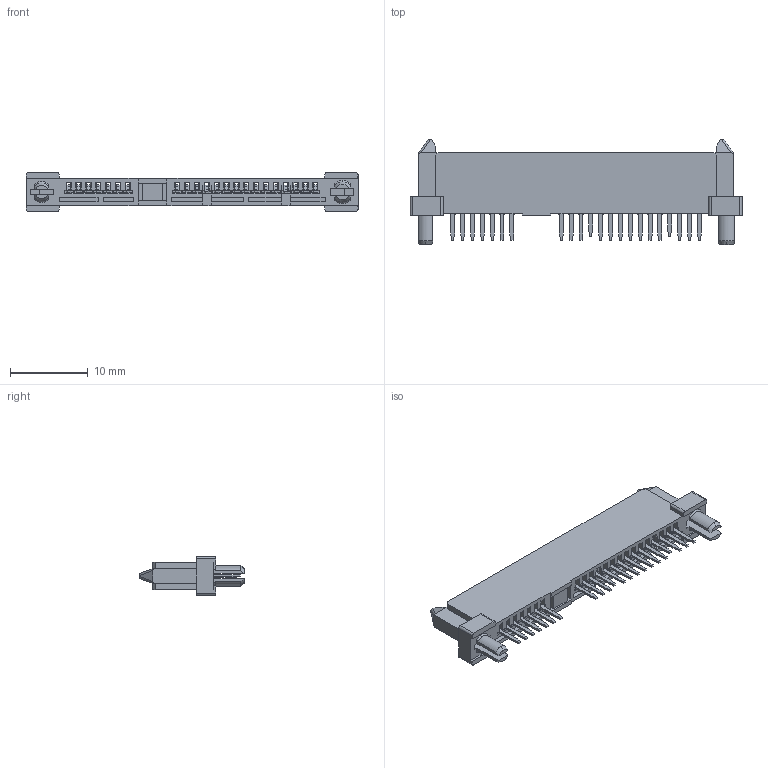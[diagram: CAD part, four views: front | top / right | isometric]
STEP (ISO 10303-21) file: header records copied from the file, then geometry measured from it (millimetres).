
FILE_DESCRIPTION (( 'STEP AP214' ), '1' );
FILE_NAME ('ld2822-s04-3d.STEP', '2016-03-01T13:47:41', ( '' ), ( '' ), 'SwSTEP 2.0', 'SolidWorks 2016', '' );
FILE_SCHEMA (( 'AUTOMOTIVE_DESIGN' ));
Length unit declared in the file: millimetre
Products named in the file (3): ld2822-s04-3d; ld2822-s04 PINS; S04A-1
Assembly tree (2 placements, depth 2):
  ld2822-s04-3d
    S04A-1
    ld2822-s04 PINS
Bounding box: 42.73 x 13.55 x 5 mm (x, y, z)
Volume: 730.5 mm3; surface area: 2665.5 mm2
Topology: 23 solids, 23 shells, 1699 faces, 4892 edges, 3200 vertices
Faces by surface type: plane 1217, cylinder 470, cone 12
Entity records: 55701 total; most frequent: CARTESIAN_POINT 10036, ORIENTED_EDGE 9784, DIRECTION 9168, EDGE_CURVE 4892, LINE 3864, VECTOR 3864, VERTEX_POINT 3200, AXIS2_PLACEMENT_3D 2652
